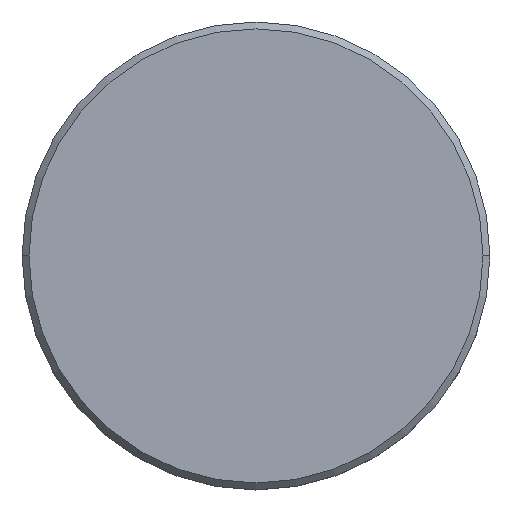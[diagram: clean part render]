
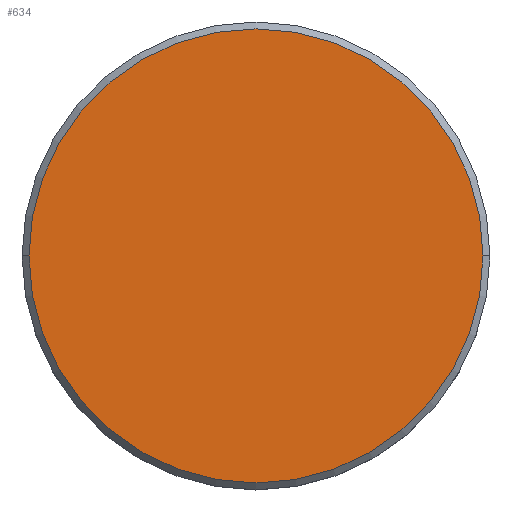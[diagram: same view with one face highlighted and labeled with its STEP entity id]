
A CAD part, top view. The second image highlights one B-rep face of the part: STEP entity #634.
In plain terms, the highlighted planar face has unit normal (0, 0, 1).
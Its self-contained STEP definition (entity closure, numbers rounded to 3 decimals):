
#167 = FACE_OUTER_BOUND ( 'NONE', #202, .T. ) ;
#202 = EDGE_LOOP ( 'NONE', ( #399, #398 ) ) ;
#210 = VERTEX_POINT ( 'NONE', #499 ) ;
#244 = DIRECTION ( 'NONE',  ( 1., 0., 0. ) ) ;
#264 = DIRECTION ( 'NONE',  ( 1., 0., 0. ) ) ;
#267 = AXIS2_PLACEMENT_3D ( 'NONE', #511, #776, #244 ) ;
#284 = CARTESIAN_POINT ( 'NONE',  ( -16.5, 0., 0. ) ) ;
#354 = DIRECTION ( 'NONE',  ( 0., 0., 1. ) ) ;
#398 = ORIENTED_EDGE ( 'NONE', *, *, #1056, .T. ) ;
#399 = ORIENTED_EDGE ( 'NONE', *, *, #798, .T. ) ;
#499 = CARTESIAN_POINT ( 'NONE',  ( 16.5, 0., 0. ) ) ;
#510 = CIRCLE ( 'NONE', #710, 16.5 ) ;
#511 = CARTESIAN_POINT ( 'NONE',  ( 0., 0., 0. ) ) ;
#556 = DIRECTION ( 'NONE',  ( 0., 0., 1. ) ) ;
#634 = ADVANCED_FACE ( 'NONE', ( #167 ), #693, .T. ) ;
#641 = CARTESIAN_POINT ( 'NONE',  ( 0., 0., 0. ) ) ;
#673 = VERTEX_POINT ( 'NONE', #284 ) ;
#693 = PLANE ( 'NONE',  #267 ) ;
#710 = AXIS2_PLACEMENT_3D ( 'NONE', #641, #556, #1014 ) ;
#776 = DIRECTION ( 'NONE',  ( 0., 0., 1. ) ) ;
#798 = EDGE_CURVE ( 'NONE', #673, #210, #510, .T. ) ;
#907 = CARTESIAN_POINT ( 'NONE',  ( 0., 0., 0. ) ) ;
#908 = CIRCLE ( 'NONE', #1001, 16.5 ) ;
#1001 = AXIS2_PLACEMENT_3D ( 'NONE', #907, #354, #264 ) ;
#1014 = DIRECTION ( 'NONE',  ( 1., 0., 0. ) ) ;
#1056 = EDGE_CURVE ( 'NONE', #210, #673, #908, .T. ) ;
